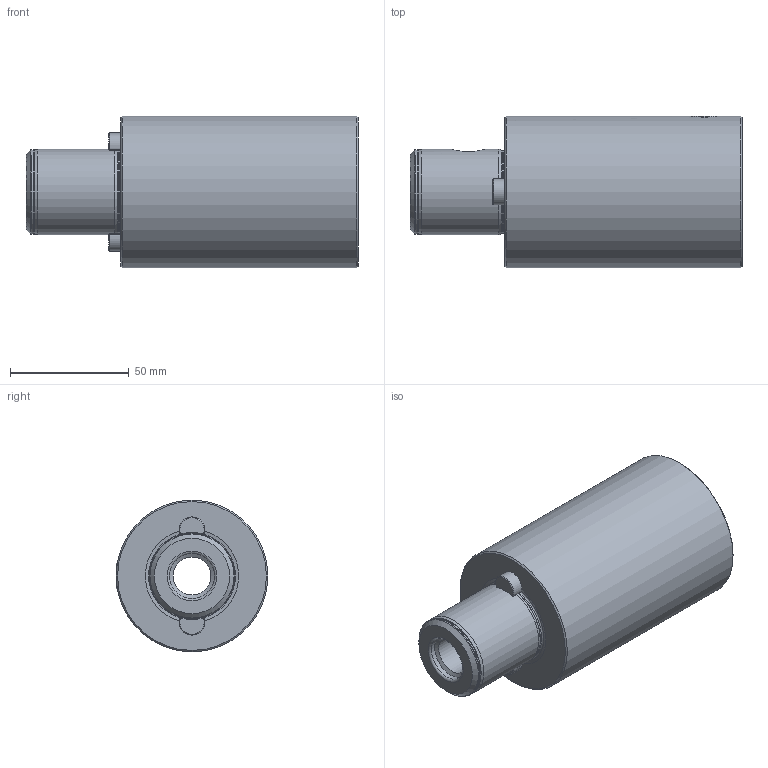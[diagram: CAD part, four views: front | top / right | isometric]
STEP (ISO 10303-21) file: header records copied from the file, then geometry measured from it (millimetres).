
FILE_DESCRIPTION (( 'STEP AP214' ), '1' );
FILE_NAME ('ST6.ST6.K01.100.STEP', '2019-08-23T06:47:47', ( '' ), ( '' ), 'SwSTEP 2.0', 'SolidWorks 2017', '' );
FILE_SCHEMA (( 'AUTOMOTIVE_DESIGN' ));
Length unit declared in the file: millimetre
Products named in the file (4): ST6.ST6.K01.100; ST6-ER2.001.012_A; ST6-ER1.001.018_A; ST6-ST6.K01.100_B
Assembly tree (4 placements, depth 2):
  ST6.ST6.K01.100
    ST6-ST6.K01.100_B
    ST6-ER1.001.018_A
    ST6-ER2.001.012_A  x2
Bounding box: 140 x 64 x 64 mm (x, y, z)
Volume: 280581.6 mm3; surface area: 43896.4 mm2
Topology: 4 solids, 4 shells, 109 faces, 241 edges, 143 vertices
Faces by surface type: plane 33, cone 33, cylinder 28, torus 13, bspline 2
Full cylindrical faces by diameter (mm): 5 x4, 6 x1, 8.5 x1, 11 x1, 12 x1, 16 x1, 19 x1, 28 x1, 34 x1, 35.3 x1, 35.8 x1, 36 x2, 37 x1, 64 x1
Entity records: 3131 total; most frequent: CARTESIAN_POINT 1089, DIRECTION 406, ORIENTED_EDGE 302, AXIS2_PLACEMENT_3D 181, EDGE_LOOP 154, EDGE_CURVE 151, FACE_OUTER_BOUND 122, VERTEX_POINT 115
